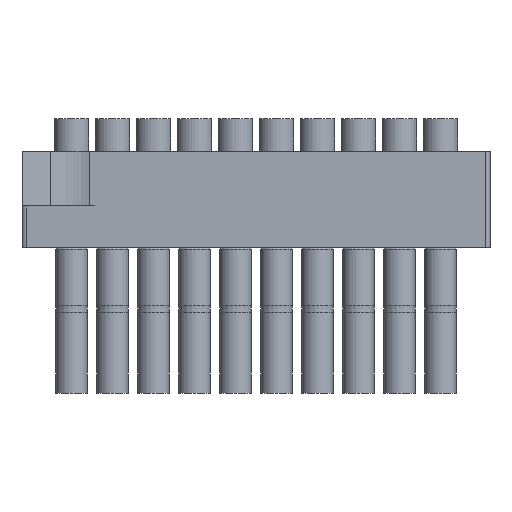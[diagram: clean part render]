
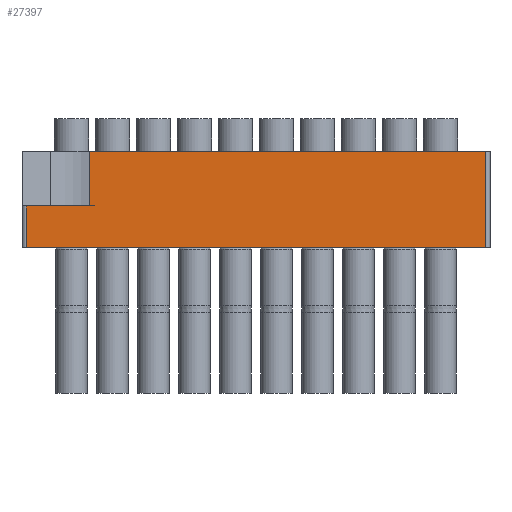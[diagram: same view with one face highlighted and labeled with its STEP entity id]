
A CAD part, front view. The second image highlights one B-rep face of the part: STEP entity #27397.
In plain terms, the highlighted planar face has unit normal (0, -1, 0).
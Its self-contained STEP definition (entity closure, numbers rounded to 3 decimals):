
#114 = ORIENTED_EDGE ( 'NONE', *, *, #16462, .F. ) ;
#1114 = VECTOR ( 'NONE', #29684, 1000. ) ;
#1162 = CARTESIAN_POINT ( 'NONE',  ( -11.236, -31.805, 0. ) ) ;
#1588 = ORIENTED_EDGE ( 'NONE', *, *, #31022, .T. ) ;
#2547 = LINE ( 'NONE', #11445, #34213 ) ;
#2913 = LINE ( 'NONE', #32325, #1114 ) ;
#3476 = VERTEX_POINT ( 'NONE', #27830 ) ;
#4460 = FACE_OUTER_BOUND ( 'NONE', #15718, .T. ) ;
#5099 = CARTESIAN_POINT ( 'NONE',  ( -11.236, -31.805, -3.4 ) ) ;
#7580 = VECTOR ( 'NONE', #33288, 1000. ) ;
#7762 = CARTESIAN_POINT ( 'NONE',  ( -15.153, -31.805, -6. ) ) ;
#7871 = CARTESIAN_POINT ( 'NONE',  ( -15.153, -31.805, -3.4 ) ) ;
#8090 = ORIENTED_EDGE ( 'NONE', *, *, #12021, .F. ) ;
#8769 = EDGE_CURVE ( 'Defeature ausgef�hrt1_9+Defeature ausgef�hrt1_8+Defeature ausgef�hrt1_13+Defeature ausgef�hrt1_19', #14840, #34543, #20442, .T. ) ;
#10329 = VERTEX_POINT ( 'NONE', #32844 ) ;
#10533 = DIRECTION ( 'NONE',  ( 0., 0., -1. ) ) ;
#11445 = CARTESIAN_POINT ( 'NONE',  ( -11.236, -31.805, -3.4 ) ) ;
#12021 = EDGE_CURVE ( 'Defeature ausgef�hrt1_22+Defeature ausgef�hrt1_8+Defeature ausgef�hrt1_19+Defeature ausgef�hrt1_14', #31800, #12139, #2547, .T. ) ;
#12139 = VERTEX_POINT ( 'NONE', #1162 ) ;
#12261 = CARTESIAN_POINT ( 'NONE',  ( -15.153, -31.805, -6. ) ) ;
#12461 = PLANE ( 'NONE',  #15143 ) ;
#14840 = VERTEX_POINT ( 'NONE', #17491 ) ;
#14917 = EDGE_CURVE ( 'Defeature ausgef�hrt1_8+Defeature ausgef�hrt1_7+Defeature ausgef�hrt1_13+Defeature ausgef�hrt1_14', #10329, #3476, #27831, .T. ) ;
#15143 = AXIS2_PLACEMENT_3D ( 'NONE', #7762, #15820, #10533 ) ;
#15336 = CARTESIAN_POINT ( 'NONE',  ( -15.153, -31.805, 0. ) ) ;
#15718 = EDGE_LOOP ( 'NONE', ( #8090, #20635, #16967, #1588, #21420, #114 ) ) ;
#15820 = DIRECTION ( 'NONE',  ( 0., -1., 0. ) ) ;
#16462 = EDGE_CURVE ( 'Defeature ausgef�hrt1_14+Defeature ausgef�hrt1_8+Defeature ausgef�hrt1_22+Defeature ausgef�hrt1_7', #12139, #3476, #31087, .T. ) ;
#16967 = ORIENTED_EDGE ( 'NONE', *, *, #8769, .F. ) ;
#17491 = CARTESIAN_POINT ( 'NONE',  ( -15.153, -31.805, -6. ) ) ;
#19323 = DIRECTION ( 'NONE',  ( 0., 0., 1. ) ) ;
#20442 = LINE ( 'NONE', #23417, #29387 ) ;
#20635 = ORIENTED_EDGE ( 'NONE', *, *, #32526, .F. ) ;
#21420 = ORIENTED_EDGE ( 'NONE', *, *, #14917, .T. ) ;
#22407 = CARTESIAN_POINT ( 'NONE',  ( 13.347, -31.805, -6. ) ) ;
#23195 = DIRECTION ( 'NONE',  ( 1., 0., 0. ) ) ;
#23311 = VECTOR ( 'NONE', #30467, 1000. ) ;
#23417 = CARTESIAN_POINT ( 'NONE',  ( -15.153, -31.805, -6. ) ) ;
#27397 = ADVANCED_FACE ( 'Defeature ausgef�hrt1_8', ( #4460 ), #12461, .T. ) ;
#27830 = CARTESIAN_POINT ( 'NONE',  ( 13.347, -31.805, 0. ) ) ;
#27831 = LINE ( 'NONE', #22407, #23311 ) ;
#28361 = LINE ( 'NONE', #12261, #7580 ) ;
#29387 = VECTOR ( 'NONE', #31475, 1000. ) ;
#29684 = DIRECTION ( 'NONE',  ( 1., 0., 0. ) ) ;
#30467 = DIRECTION ( 'NONE',  ( 0., 0., 1. ) ) ;
#31022 = EDGE_CURVE ( 'Defeature ausgef�hrt1_8+Defeature ausgef�hrt1_13+Defeature ausgef�hrt1_9+Defeature ausgef�hrt1_7', #14840, #10329, #28361, .T. ) ;
#31087 = LINE ( 'NONE', #15336, #31834 ) ;
#31475 = DIRECTION ( 'NONE',  ( 0., 0., 1. ) ) ;
#31800 = VERTEX_POINT ( 'NONE', #5099 ) ;
#31834 = VECTOR ( 'NONE', #23195, 1000. ) ;
#32325 = CARTESIAN_POINT ( 'NONE',  ( -11.236, -31.805, -3.4 ) ) ;
#32526 = EDGE_CURVE ( 'Defeature ausgef�hrt1_19+Defeature ausgef�hrt1_8+Defeature ausgef�hrt1_9+Defeature ausgef�hrt1_22', #34543, #31800, #2913, .T. ) ;
#32844 = CARTESIAN_POINT ( 'NONE',  ( 13.347, -31.805, -6. ) ) ;
#33288 = DIRECTION ( 'NONE',  ( 1., 0., 0. ) ) ;
#34213 = VECTOR ( 'NONE', #19323, 1000. ) ;
#34543 = VERTEX_POINT ( 'NONE', #7871 ) ;
